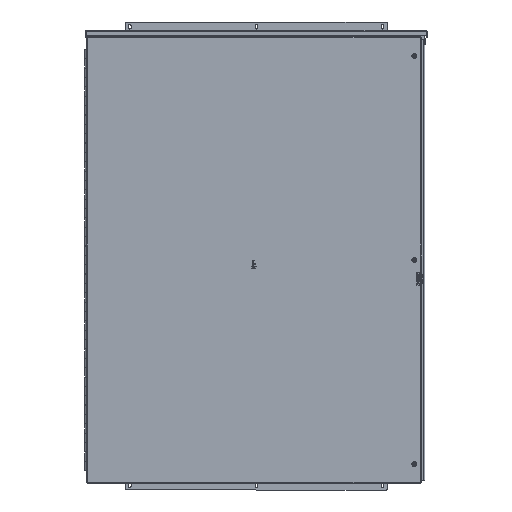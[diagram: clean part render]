
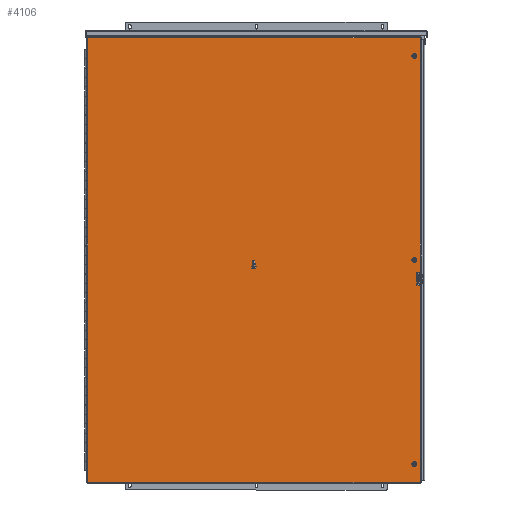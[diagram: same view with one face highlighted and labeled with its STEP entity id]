
A CAD part, front view. The second image highlights one B-rep face of the part: STEP entity #4106.
In plain terms, the highlighted planar face has unit normal (0, -1, 0).
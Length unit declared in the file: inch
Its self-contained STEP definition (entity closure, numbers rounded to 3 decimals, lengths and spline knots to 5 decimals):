
#78 = CARTESIAN_POINT ( 'NONE',  ( 17.508, -12.172, -24.163 ) ) ;
#922 = VERTEX_POINT ( 'NONE', #19096 ) ;
#1849 = CIRCLE ( 'NONE', #34056, 0.133 ) ;
#1874 = DIRECTION ( 'NONE',  ( 1., 0., 0. ) ) ;
#1951 = DIRECTION ( 'NONE',  ( 1., 0., 0. ) ) ;
#2245 = CARTESIAN_POINT ( 'NONE',  ( 17.45975, -12.172, -3.116 ) ) ;
#2323 = AXIS2_PLACEMENT_3D ( 'NONE', #3449, #19012, #35161 ) ;
#3027 = CARTESIAN_POINT ( 'NONE',  ( 16.884, -12.172, -22.241 ) ) ;
#3406 = CARTESIAN_POINT ( 'NONE',  ( 16.751, -12.172, -0.4285 ) ) ;
#3449 = CARTESIAN_POINT ( 'NONE',  ( 16.884, -12.172, -22.241 ) ) ;
#3648 = AXIS2_PLACEMENT_3D ( 'NONE', #3027, #9135, #15833 ) ;
#4094 = EDGE_CURVE ( 'NONE', #18777, #34857, #39437, .T. ) ;
#4106 = ADVANCED_FACE ( 'NONE', ( #5840, #34209, #30830, #27671, #12158 ), #24932, .T. ) ;
#4461 = ORIENTED_EDGE ( 'NONE', *, *, #7493, .T. ) ;
#4712 = CARTESIAN_POINT ( 'NONE',  ( 17.508, -12.172, 23.306 ) ) ;
#4719 = CARTESIAN_POINT ( 'NONE',  ( 17.45975, -12.172, -1.741 ) ) ;
#4979 = VERTEX_POINT ( 'NONE', #78 ) ;
#5840 = FACE_OUTER_BOUND ( 'NONE', #10711, .T. ) ;
#5959 = CARTESIAN_POINT ( 'NONE',  ( 17.45975, -12.172, -3.116 ) ) ;
#6299 = DIRECTION ( 'NONE',  ( -1., 0., 0. ) ) ;
#6352 = CIRCLE ( 'NONE', #2323, 0.133 ) ;
#6367 = VERTEX_POINT ( 'NONE', #4712 ) ;
#6647 = VERTEX_POINT ( 'NONE', #25838 ) ;
#7493 = EDGE_CURVE ( 'NONE', #18176, #28489, #11015, .T. ) ;
#8106 = EDGE_CURVE ( 'NONE', #4979, #6367, #39790, .T. ) ;
#8349 = VECTOR ( 'NONE', #13056, 39.37008 ) ;
#8748 = VERTEX_POINT ( 'NONE', #31295 ) ;
#8989 = ORIENTED_EDGE ( 'NONE', *, *, #29351, .T. ) ;
#8991 = VERTEX_POINT ( 'NONE', #33799 ) ;
#9014 = ORIENTED_EDGE ( 'NONE', *, *, #19722, .T. ) ;
#9031 = DIRECTION ( 'NONE',  ( 0., 1., 0. ) ) ;
#9135 = DIRECTION ( 'NONE',  ( 0., 1., 0. ) ) ;
#9149 = CARTESIAN_POINT ( 'NONE',  ( 17.017, -12.172, -22.241 ) ) ;
#9231 = CARTESIAN_POINT ( 'NONE',  ( 16.884, -12.172, 21.384 ) ) ;
#9462 = LINE ( 'NONE', #35072, #41263 ) ;
#10604 = DIRECTION ( 'NONE',  ( 0., 0., 1. ) ) ;
#10711 = EDGE_LOOP ( 'NONE', ( #13274, #15368, #36372, #34925 ) ) ;
#10892 = DIRECTION ( 'NONE',  ( 1., 0., 0. ) ) ;
#11015 = LINE ( 'NONE', #4719, #19507 ) ;
#11155 = CARTESIAN_POINT ( 'NONE',  ( 17.14725, -12.172, -1.741 ) ) ;
#11731 = DIRECTION ( 'NONE',  ( 1., 0., 0. ) ) ;
#11916 = LINE ( 'NONE', #2245, #34858 ) ;
#12158 = FACE_BOUND ( 'NONE', #13109, .T. ) ;
#12354 = CARTESIAN_POINT ( 'NONE',  ( 17.508, -12.172, -24.163 ) ) ;
#13056 = DIRECTION ( 'NONE',  ( 0., 0., 1. ) ) ;
#13109 = EDGE_LOOP ( 'NONE', ( #9014, #27713 ) ) ;
#13274 = ORIENTED_EDGE ( 'NONE', *, *, #20220, .T. ) ;
#13320 = DIRECTION ( 'NONE',  ( 0., 0., -1. ) ) ;
#13364 = AXIS2_PLACEMENT_3D ( 'NONE', #9231, #9031, #1874 ) ;
#14891 = DIRECTION ( 'NONE',  ( 0., 1., 0. ) ) ;
#15368 = ORIENTED_EDGE ( 'NONE', *, *, #21037, .T. ) ;
#15372 = DIRECTION ( 'NONE',  ( 0., 1., 0. ) ) ;
#15694 = CARTESIAN_POINT ( 'NONE',  ( 17.017, -12.172, -0.4285 ) ) ;
#15703 = LINE ( 'NONE', #19075, #30164 ) ;
#15833 = DIRECTION ( 'NONE',  ( 1., 0., 0. ) ) ;
#16206 = LINE ( 'NONE', #25215, #8349 ) ;
#16569 = EDGE_CURVE ( 'NONE', #34857, #18777, #39767, .T. ) ;
#16767 = DIRECTION ( 'NONE',  ( -1., 0., 0. ) ) ;
#17926 = ORIENTED_EDGE ( 'NONE', *, *, #16569, .T. ) ;
#18005 = EDGE_CURVE ( 'NONE', #39677, #18176, #16206, .T. ) ;
#18176 = VERTEX_POINT ( 'NONE', #11155 ) ;
#18339 = CARTESIAN_POINT ( 'NONE',  ( 16.884, -12.172, -0.4285 ) ) ;
#18420 = CIRCLE ( 'NONE', #3648, 0.133 ) ;
#18644 = AXIS2_PLACEMENT_3D ( 'NONE', #12354, #25127, #11731 ) ;
#18658 = CARTESIAN_POINT ( 'NONE',  ( 16.884, -12.172, -0.4285 ) ) ;
#18777 = VERTEX_POINT ( 'NONE', #15694 ) ;
#19012 = DIRECTION ( 'NONE',  ( 0., 1., 0. ) ) ;
#19075 = CARTESIAN_POINT ( 'NONE',  ( 17.508, -12.172, -24.163 ) ) ;
#19096 = CARTESIAN_POINT ( 'NONE',  ( -18.026, -12.172, -24.163 ) ) ;
#19491 = DIRECTION ( 'NONE',  ( 1., 0., 0. ) ) ;
#19507 = VECTOR ( 'NONE', #1951, 39.37008 ) ;
#19722 = EDGE_CURVE ( 'NONE', #21966, #8991, #18420, .T. ) ;
#19811 = EDGE_CURVE ( 'NONE', #8991, #21966, #6352, .T. ) ;
#20220 = EDGE_CURVE ( 'NONE', #6367, #8748, #9462, .T. ) ;
#20866 = CARTESIAN_POINT ( 'NONE',  ( 17.45975, -12.172, -1.741 ) ) ;
#21037 = EDGE_CURVE ( 'NONE', #8748, #922, #26940, .T. ) ;
#21298 = AXIS2_PLACEMENT_3D ( 'NONE', #18658, #14891, #31040 ) ;
#21436 = CIRCLE ( 'NONE', #13364, 0.133 ) ;
#21680 = DIRECTION ( 'NONE',  ( 1., 0., 0. ) ) ;
#21966 = VERTEX_POINT ( 'NONE', #9149 ) ;
#22047 = ORIENTED_EDGE ( 'NONE', *, *, #40152, .T. ) ;
#23871 = CARTESIAN_POINT ( 'NONE',  ( 16.884, -12.172, 21.384 ) ) ;
#24445 = EDGE_CURVE ( 'NONE', #922, #4979, #15703, .T. ) ;
#24932 = PLANE ( 'NONE',  #18644 ) ;
#25127 = DIRECTION ( 'NONE',  ( 0., -1., 0. ) ) ;
#25215 = CARTESIAN_POINT ( 'NONE',  ( 17.14725, -12.172, -1.741 ) ) ;
#25459 = CARTESIAN_POINT ( 'NONE',  ( 17.14725, -12.172, -3.116 ) ) ;
#25838 = CARTESIAN_POINT ( 'NONE',  ( 16.751, -12.172, 21.384 ) ) ;
#26940 = LINE ( 'NONE', #35996, #35943 ) ;
#26994 = AXIS2_PLACEMENT_3D ( 'NONE', #18339, #15372, #21680 ) ;
#27671 = FACE_BOUND ( 'NONE', #30028, .T. ) ;
#27713 = ORIENTED_EDGE ( 'NONE', *, *, #19811, .T. ) ;
#28123 = ORIENTED_EDGE ( 'NONE', *, *, #28943, .T. ) ;
#28489 = VERTEX_POINT ( 'NONE', #20866 ) ;
#28943 = EDGE_CURVE ( 'NONE', #37056, #6647, #21436, .T. ) ;
#29160 = EDGE_CURVE ( 'NONE', #39458, #39677, #32309, .T. ) ;
#29351 = EDGE_CURVE ( 'NONE', #28489, #39458, #11916, .T. ) ;
#29602 = ORIENTED_EDGE ( 'NONE', *, *, #18005, .T. ) ;
#30028 = EDGE_LOOP ( 'NONE', ( #30929, #17926 ) ) ;
#30164 = VECTOR ( 'NONE', #19491, 39.37008 ) ;
#30177 = DIRECTION ( 'NONE',  ( 0., 1., 0. ) ) ;
#30813 = DIRECTION ( 'NONE',  ( 0., 0., -1. ) ) ;
#30830 = FACE_BOUND ( 'NONE', #32363, .T. ) ;
#30929 = ORIENTED_EDGE ( 'NONE', *, *, #4094, .T. ) ;
#31040 = DIRECTION ( 'NONE',  ( 1., 0., 0. ) ) ;
#31086 = ORIENTED_EDGE ( 'NONE', *, *, #29160, .T. ) ;
#31295 = CARTESIAN_POINT ( 'NONE',  ( -18.026, -12.172, 23.306 ) ) ;
#32309 = LINE ( 'NONE', #36311, #34177 ) ;
#32363 = EDGE_LOOP ( 'NONE', ( #8989, #31086, #29602, #4461 ) ) ;
#33799 = CARTESIAN_POINT ( 'NONE',  ( 16.751, -12.172, -22.241 ) ) ;
#34056 = AXIS2_PLACEMENT_3D ( 'NONE', #23871, #30177, #10892 ) ;
#34161 = EDGE_LOOP ( 'NONE', ( #28123, #22047 ) ) ;
#34177 = VECTOR ( 'NONE', #16767, 39.37008 ) ;
#34209 = FACE_BOUND ( 'NONE', #34161, .T. ) ;
#34763 = CARTESIAN_POINT ( 'NONE',  ( 17.017, -12.172, 21.384 ) ) ;
#34857 = VERTEX_POINT ( 'NONE', #3406 ) ;
#34858 = VECTOR ( 'NONE', #30813, 39.37008 ) ;
#34925 = ORIENTED_EDGE ( 'NONE', *, *, #8106, .T. ) ;
#34971 = VECTOR ( 'NONE', #10604, 39.37008 ) ;
#35072 = CARTESIAN_POINT ( 'NONE',  ( 17.508, -12.172, 23.306 ) ) ;
#35161 = DIRECTION ( 'NONE',  ( 1., 0., 0. ) ) ;
#35797 = CARTESIAN_POINT ( 'NONE',  ( 17.508, -12.172, -24.163 ) ) ;
#35943 = VECTOR ( 'NONE', #13320, 39.37008 ) ;
#35996 = CARTESIAN_POINT ( 'NONE',  ( -18.026, -12.172, -24.163 ) ) ;
#36311 = CARTESIAN_POINT ( 'NONE',  ( 17.14725, -12.172, -3.116 ) ) ;
#36372 = ORIENTED_EDGE ( 'NONE', *, *, #24445, .T. ) ;
#37056 = VERTEX_POINT ( 'NONE', #34763 ) ;
#39437 = CIRCLE ( 'NONE', #21298, 0.133 ) ;
#39458 = VERTEX_POINT ( 'NONE', #5959 ) ;
#39677 = VERTEX_POINT ( 'NONE', #25459 ) ;
#39767 = CIRCLE ( 'NONE', #26994, 0.133 ) ;
#39790 = LINE ( 'NONE', #35797, #34971 ) ;
#40152 = EDGE_CURVE ( 'NONE', #6647, #37056, #1849, .T. ) ;
#41263 = VECTOR ( 'NONE', #6299, 39.37008 ) ;
